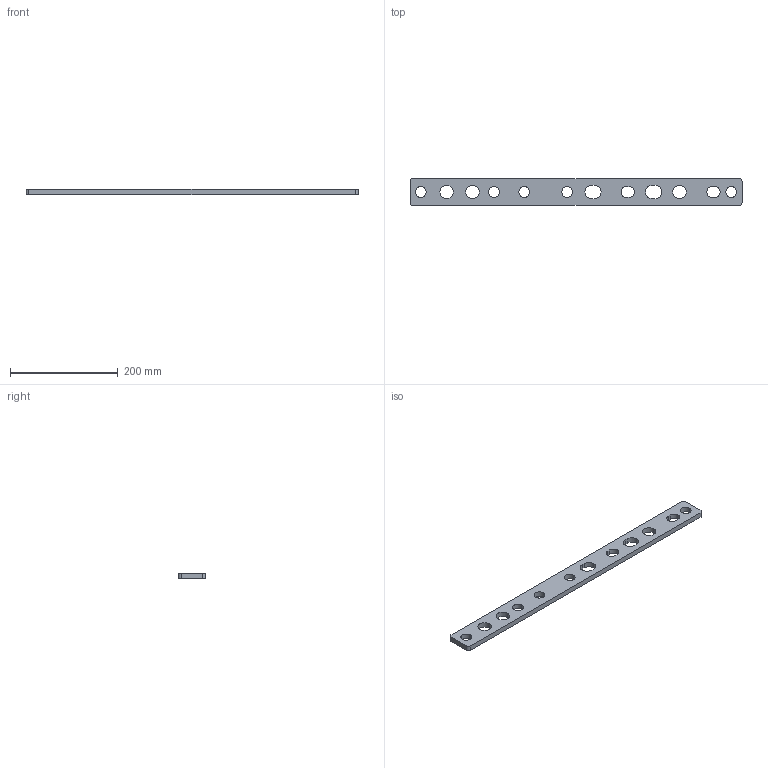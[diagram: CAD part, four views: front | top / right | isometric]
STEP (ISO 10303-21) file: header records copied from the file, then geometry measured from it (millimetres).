
FILE_DESCRIPTION(('CATIA V5 STEP Exchange'),'2;1');
FILE_NAME('2022-09-22-gabarit-ed1.stp','2022-09-25T12:01:30+00:00',('none'),('none'),'CATIA Version 5 Release 21 GA (IN-10)','CATIA V5 STEP AP203','none');
FILE_SCHEMA(('CONFIG_CONTROL_DESIGN'));
Length unit declared in the file: millimetre
Products named in the file (1): gabarit
Bounding box: 616 x 50 x 10 mm (x, y, z)
Volume: 256750.6 mm3; surface area: 73309.5 mm2
Topology: 1 solids, 1 shells, 42 faces, 120 edges, 80 vertices
Faces by surface type: cylinder 28, plane 14
Entity records: 1374 total; most frequent: ORIENTED_EDGE 240, CARTESIAN_POINT 231, DIRECTION 180, EDGE_CURVE 120, AXIS2_PLACEMENT_3D 87, VERTEX_POINT 80, EDGE_LOOP 66, VECTOR 64
